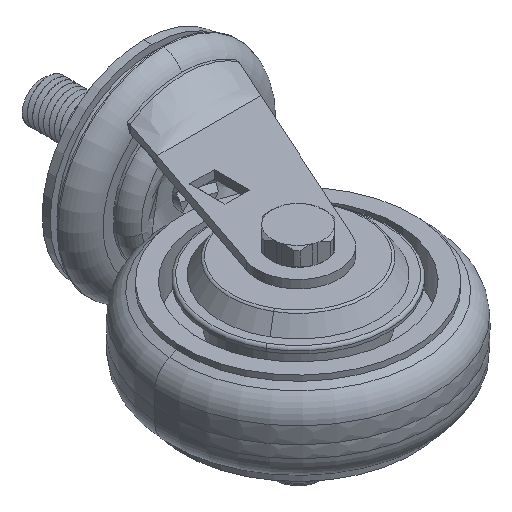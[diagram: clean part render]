
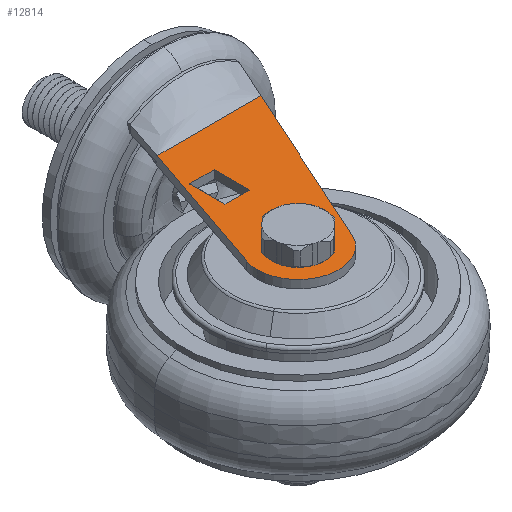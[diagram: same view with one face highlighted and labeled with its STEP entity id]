
A CAD part, isometric view. The second image highlights one B-rep face of the part: STEP entity #12814.
In plain terms, the highlighted planar face has unit normal (0, 0, 1).
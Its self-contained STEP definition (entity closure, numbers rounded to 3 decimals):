
#196 = CARTESIAN_POINT ( 'NONE',  ( -28., -70., 28. ) ) ;
#725 = CIRCLE ( 'NONE', #9821, 15. ) ;
#1107 = AXIS2_PLACEMENT_3D ( 'NONE', #12235, #5942, #13283 ) ;
#1249 = DIRECTION ( 'NONE',  ( 1., 0., 0. ) ) ;
#1547 = CARTESIAN_POINT ( 'NONE',  ( -14.687, -76.911, 28. ) ) ;
#1549 = FACE_OUTER_BOUND ( 'NONE', #5908, .T. ) ;
#1658 = VERTEX_POINT ( 'NONE', #9399 ) ;
#1697 = ORIENTED_EDGE ( 'NONE', *, *, #6879, .T. ) ;
#1778 = ORIENTED_EDGE ( 'NONE', *, *, #2484, .T. ) ;
#1839 = LINE ( 'NONE', #10274, #12667 ) ;
#1875 = FACE_BOUND ( 'NONE', #4492, .T. ) ;
#2032 = VECTOR ( 'NONE', #12284, 1000. ) ;
#2037 = CARTESIAN_POINT ( 'NONE',  ( 13.235, -15., 28. ) ) ;
#2054 = VECTOR ( 'NONE', #8778, 1000. ) ;
#2212 = ORIENTED_EDGE ( 'NONE', *, *, #6928, .F. ) ;
#2252 = DIRECTION ( 'NONE',  ( 0., 0., 1. ) ) ;
#2379 = LINE ( 'NONE', #2497, #2054 ) ;
#2472 = VERTEX_POINT ( 'NONE', #2832 ) ;
#2484 = EDGE_CURVE ( 'NONE', #7359, #2726, #5164, .T. ) ;
#2497 = CARTESIAN_POINT ( 'NONE',  ( -28., -30., 28. ) ) ;
#2628 = VECTOR ( 'NONE', #3892, 1000. ) ;
#2726 = VERTEX_POINT ( 'NONE', #12239 ) ;
#2811 = VECTOR ( 'NONE', #8801, 1000. ) ;
#2832 = CARTESIAN_POINT ( 'NONE',  ( -42.199, -65.163, 28. ) ) ;
#2922 = ORIENTED_EDGE ( 'NONE', *, *, #5199, .F. ) ;
#2953 = LINE ( 'NONE', #10154, #2628 ) ;
#3008 = ORIENTED_EDGE ( 'NONE', *, *, #12865, .T. ) ;
#3246 = VERTEX_POINT ( 'NONE', #9255 ) ;
#3892 = DIRECTION ( 'NONE',  ( 1., 0., 0. ) ) ;
#3989 = EDGE_CURVE ( 'NONE', #9617, #3246, #5927, .T. ) ;
#4012 = DIRECTION ( 'NONE',  ( -1., 0., 0. ) ) ;
#4492 = EDGE_LOOP ( 'NONE', ( #7524, #11326, #2212, #10251 ) ) ;
#5164 = LINE ( 'NONE', #13333, #2032 ) ;
#5199 = EDGE_CURVE ( 'NONE', #12925, #10428, #11316, .T. ) ;
#5208 = EDGE_CURVE ( 'NONE', #7438, #9617, #2953, .T. ) ;
#5576 = LINE ( 'NONE', #1547, #6242 ) ;
#5580 = PLANE ( 'NONE',  #8748 ) ;
#5675 = DIRECTION ( 'NONE',  ( 0., 0., 1. ) ) ;
#5746 = VERTEX_POINT ( 'NONE', #12169 ) ;
#5800 = EDGE_LOOP ( 'NONE', ( #2922, #6217 ) ) ;
#5908 = EDGE_LOOP ( 'NONE', ( #13032, #1778, #1697, #7069, #3008 ) ) ;
#5927 = LINE ( 'NONE', #10904, #2811 ) ;
#5942 = DIRECTION ( 'NONE',  ( 0., 0., 1. ) ) ;
#6217 = ORIENTED_EDGE ( 'NONE', *, *, #7456, .F. ) ;
#6242 = VECTOR ( 'NONE', #7830, 1000. ) ;
#6638 = DIRECTION ( 'NONE',  ( 1., 0., 0. ) ) ;
#6803 = CIRCLE ( 'NONE', #9811, 5. ) ;
#6879 = EDGE_CURVE ( 'NONE', #2726, #2472, #10723, .T. ) ;
#6928 = EDGE_CURVE ( 'NONE', #12818, #7438, #2379, .T. ) ;
#7069 = ORIENTED_EDGE ( 'NONE', *, *, #13426, .T. ) ;
#7359 = VERTEX_POINT ( 'NONE', #2037 ) ;
#7438 = VERTEX_POINT ( 'NONE', #12710 ) ;
#7456 = EDGE_CURVE ( 'NONE', #10428, #12925, #6803, .T. ) ;
#7524 = ORIENTED_EDGE ( 'NONE', *, *, #3989, .F. ) ;
#7526 = DIRECTION ( 'NONE',  ( 0., 0., 1. ) ) ;
#7648 = CARTESIAN_POINT ( 'NONE',  ( -28., -70., 28. ) ) ;
#7684 = DIRECTION ( 'NONE',  ( -0.322, -0.947, 0. ) ) ;
#7830 = DIRECTION ( 'NONE',  ( 0.411, 0.912, 0. ) ) ;
#8519 = CARTESIAN_POINT ( 'NONE',  ( -28., -70., 28. ) ) ;
#8642 = CARTESIAN_POINT ( 'NONE',  ( -28., -30., 28. ) ) ;
#8678 = CARTESIAN_POINT ( 'NONE',  ( -23., -70., 28. ) ) ;
#8748 = AXIS2_PLACEMENT_3D ( 'NONE', #7648, #12916, #6638 ) ;
#8778 = DIRECTION ( 'NONE',  ( 0., -1., 0. ) ) ;
#8801 = DIRECTION ( 'NONE',  ( 0., 1., 0. ) ) ;
#8961 = CARTESIAN_POINT ( 'NONE',  ( -33., -70., 28. ) ) ;
#9255 = CARTESIAN_POINT ( 'NONE',  ( -19., -30., 28. ) ) ;
#9392 = EDGE_CURVE ( 'NONE', #3246, #12818, #1839, .T. ) ;
#9399 = CARTESIAN_POINT ( 'NONE',  ( -14.687, -76.911, 28. ) ) ;
#9445 = AXIS2_PLACEMENT_3D ( 'NONE', #11961, #5675, #13013 ) ;
#9581 = DIRECTION ( 'NONE',  ( 1., 0., 0. ) ) ;
#9617 = VERTEX_POINT ( 'NONE', #10579 ) ;
#9811 = AXIS2_PLACEMENT_3D ( 'NONE', #8519, #2252, #9581 ) ;
#9821 = AXIS2_PLACEMENT_3D ( 'NONE', #196, #7526, #1249 ) ;
#10154 = CARTESIAN_POINT ( 'NONE',  ( -19., -43., 28. ) ) ;
#10251 = ORIENTED_EDGE ( 'NONE', *, *, #9392, .F. ) ;
#10274 = CARTESIAN_POINT ( 'NONE',  ( -19., -30., 28. ) ) ;
#10428 = VERTEX_POINT ( 'NONE', #8678 ) ;
#10579 = CARTESIAN_POINT ( 'NONE',  ( -19., -43., 28. ) ) ;
#10723 = LINE ( 'NONE', #11846, #13219 ) ;
#10903 = EDGE_CURVE ( 'NONE', #1658, #7359, #5576, .T. ) ;
#10904 = CARTESIAN_POINT ( 'NONE',  ( -19., -30., 28. ) ) ;
#11316 = CIRCLE ( 'NONE', #1107, 5. ) ;
#11326 = ORIENTED_EDGE ( 'NONE', *, *, #5208, .F. ) ;
#11846 = CARTESIAN_POINT ( 'NONE',  ( -20., 0., 28. ) ) ;
#11961 = CARTESIAN_POINT ( 'NONE',  ( -28., -70., 28. ) ) ;
#12047 = CIRCLE ( 'NONE', #9445, 15. ) ;
#12169 = CARTESIAN_POINT ( 'NONE',  ( -43., -70., 28. ) ) ;
#12235 = CARTESIAN_POINT ( 'NONE',  ( -28., -70., 28. ) ) ;
#12239 = CARTESIAN_POINT ( 'NONE',  ( -25.11, -15., 28. ) ) ;
#12284 = DIRECTION ( 'NONE',  ( -1., 0., 0. ) ) ;
#12386 = FACE_BOUND ( 'NONE', #5800, .T. ) ;
#12667 = VECTOR ( 'NONE', #4012, 1000. ) ;
#12710 = CARTESIAN_POINT ( 'NONE',  ( -28., -43., 28. ) ) ;
#12814 = ADVANCED_FACE ( 'NONE', ( #1875, #12386, #1549 ), #5580, .T. ) ;
#12818 = VERTEX_POINT ( 'NONE', #8642 ) ;
#12865 = EDGE_CURVE ( 'NONE', #5746, #1658, #12047, .T. ) ;
#12916 = DIRECTION ( 'NONE',  ( 0., 0., 1. ) ) ;
#12925 = VERTEX_POINT ( 'NONE', #8961 ) ;
#13013 = DIRECTION ( 'NONE',  ( 1., 0., 0. ) ) ;
#13032 = ORIENTED_EDGE ( 'NONE', *, *, #10903, .T. ) ;
#13219 = VECTOR ( 'NONE', #7684, 1000. ) ;
#13283 = DIRECTION ( 'NONE',  ( 1., 0., 0. ) ) ;
#13333 = CARTESIAN_POINT ( 'NONE',  ( -28., -15., 28. ) ) ;
#13426 = EDGE_CURVE ( 'NONE', #2472, #5746, #725, .T. ) ;
